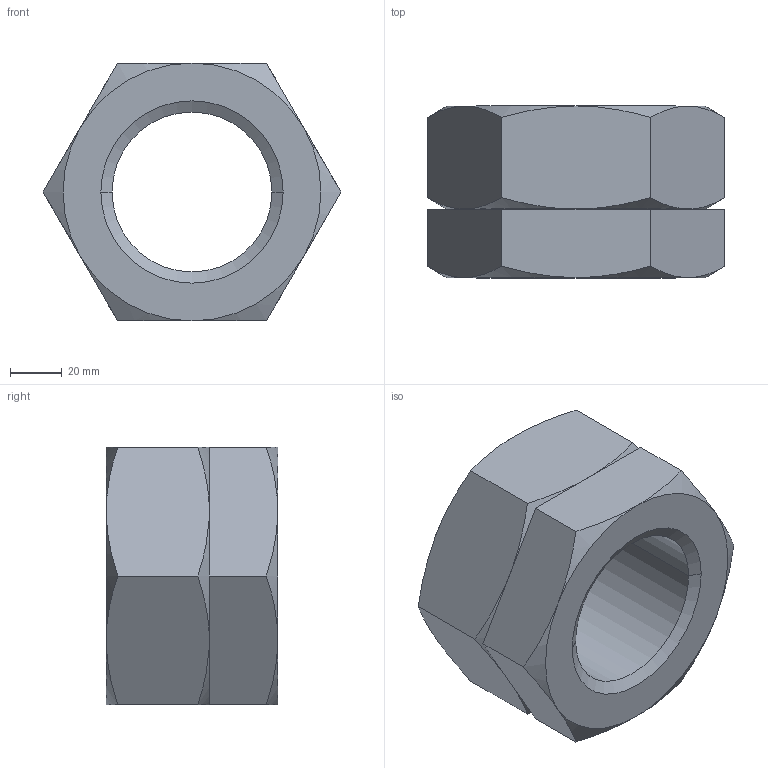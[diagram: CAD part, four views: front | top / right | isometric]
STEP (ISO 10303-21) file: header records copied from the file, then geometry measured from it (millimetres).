
FILE_DESCRIPTION((''),'2;1');
FILE_NAME('0RTHN068_____0','2019-10-29T14:23:53',('kim.bk'),(''),'CREO PARAMETRIC BY PTC INC, 2019010','CREO PARAMETRIC BY PTC INC, 2019010','');
FILE_SCHEMA(('CONFIG_CONTROL_DESIGN'));
Length unit declared in the file: millimetre
Products named in the file (1): 0RTHN068_____0
Bounding box: 115.47 x 66.6 x 100 mm (x, y, z)
Volume: 369567.3 mm3; surface area: 63785.5 mm2
Topology: 2 solids, 2 shells, 382 faces, 1058 edges, 700 vertices
Faces by surface type: plane 352, cone 26, cylinder 4
Entity records: 12164 total; most frequent: CARTESIAN_POINT 2380, ORIENTED_EDGE 2116, DIRECTION 1824, EDGE_CURVE 1058, VECTOR 984, LINE 984, VERTEX_POINT 700, AXIS2_PLACEMENT_3D 420
